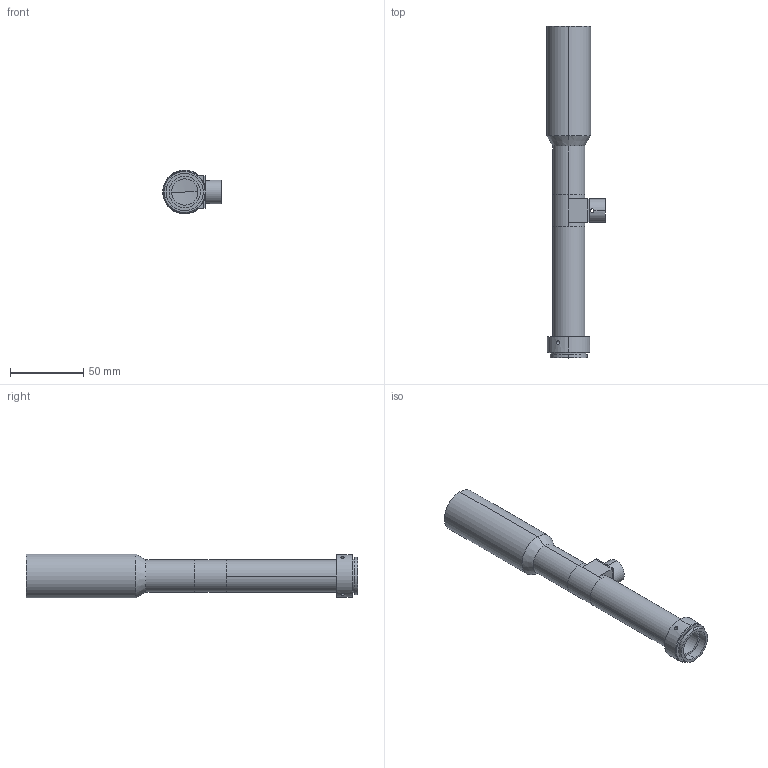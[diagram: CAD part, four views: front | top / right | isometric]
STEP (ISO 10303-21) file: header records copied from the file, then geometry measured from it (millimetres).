
FILE_DESCRIPTION (( 'STEP AP203' ), '1' );
FILE_NAME ('XF-T1X300D.STEP', '2017-01-16T06:49:55', ( 'jiangying' ), ( '' ), 'SwSTEP 2.0', 'SolidWorks 2014', '' );
FILE_SCHEMA (( 'CONFIG_CONTROL_DESIGN' ));
Length unit declared in the file: millimetre
Products named in the file (1): XF-T1X300D
Bounding box: 40 x 226.73 x 30 mm (x, y, z)
Surface area: 24036.8 mm2 (no closed solid volume)
Topology: 0 solids, 8 shells, 95 faces, 250 edges, 163 vertices
Faces by surface type: cylinder 59, plane 30, cone 4, sphere 2
Entity records: 3382 total; most frequent: CARTESIAN_POINT 897, DIRECTION 544, ORIENTED_EDGE 438, EDGE_CURVE 250, AXIS2_PLACEMENT_3D 218, VERTEX_POINT 163, CIRCLE 122, EDGE_LOOP 118
